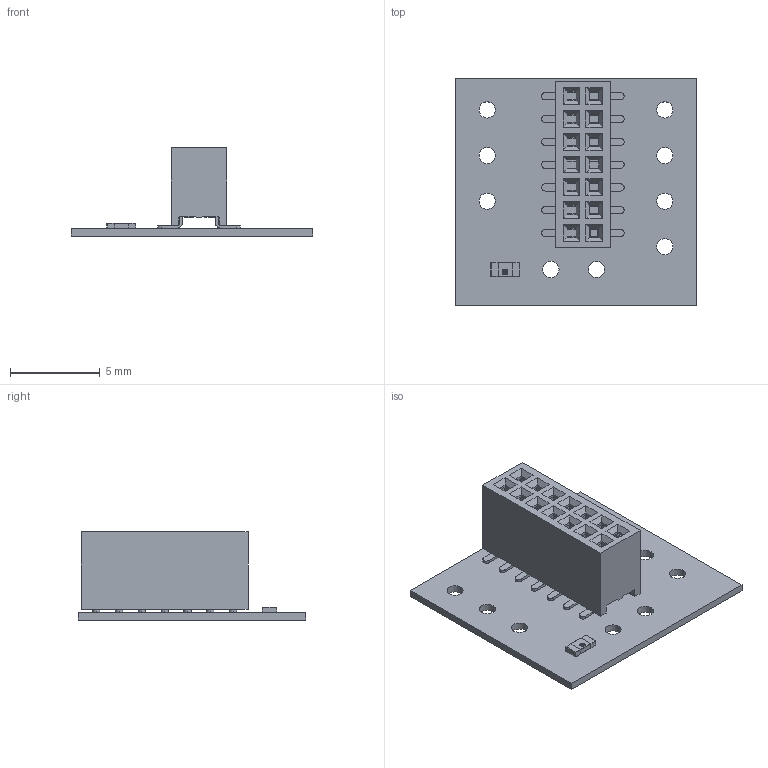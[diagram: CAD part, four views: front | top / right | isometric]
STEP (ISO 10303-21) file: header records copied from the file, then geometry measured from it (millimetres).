
FILE_DESCRIPTION(('Open CASCADE Model'),'2;1');
FILE_NAME('Open CASCADE Shape Model','2020-08-16T18:33:49',('Author'),( 'Open CASCADE'),'Open CASCADE STEP processor 6.8','Open CASCADE 6.8' ,'Unknown');
FILE_SCHEMA(('AUTOMOTIVE_DESIGN { 1 0 10303 214 1 1 1 1 }'));
Length unit declared in the file: millimetre
Products named in the file (6): PCB; Board; C1; User_Library-0603_SMD_Capacitor; P1; female_header_a-bl127-dg-z14mr1
Assembly tree (5 placements, depth 3):
  PCB
    Board
    C1
      User_Library-0603_SMD_Capacitor
    P1
      female_header_a-bl127-dg-z14mr1
Bounding box: 13.46 x 12.7 x 4.91 mm (x, y, z)
Volume: 144.2 mm3; surface area: 754.5 mm2
Topology: 3 solids, 3 shells, 574 faces, 1626 edges, 1042 vertices
Faces by surface type: plane 386, cylinder 141, bspline 39, sphere 8
Full cylindrical faces by diameter (mm): 0.9 x9
Entity records: 24417 total; most frequent: CARTESIAN_POINT 5471, ORIENTED_EDGE 3236, DIRECTION 2896, EDGE_CURVE 1618, LINE 1266, VECTOR 1266, VERTEX_POINT 1042, AXIS2_PLACEMENT_3D 815
